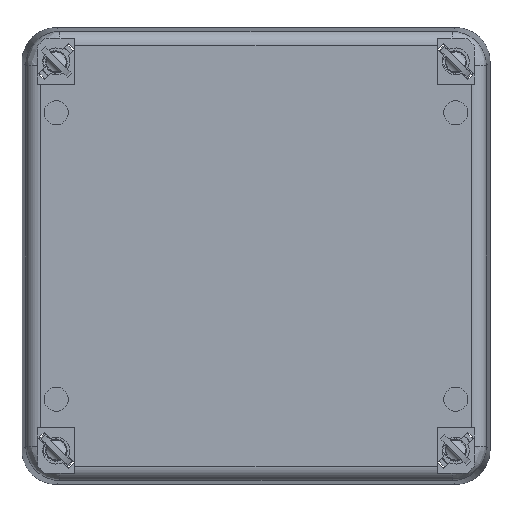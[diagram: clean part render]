
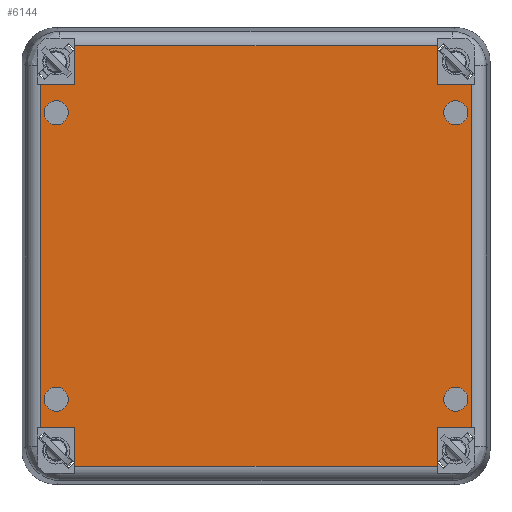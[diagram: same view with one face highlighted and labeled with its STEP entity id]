
A CAD part, front view. The second image highlights one B-rep face of the part: STEP entity #6144.
In plain terms, the highlighted planar face has unit normal (0, -1, 0).
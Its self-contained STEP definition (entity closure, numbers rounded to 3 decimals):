
#696=CARTESIAN_POINT('',(35.,0.,-25.1));
#697=DIRECTION('',(0.,-1.,0.));
#698=DIRECTION('',(0.,0.,-1.));
#699=AXIS2_PLACEMENT_3D('',#696,#697,#698);
#704=CARTESIAN_POINT('',(35.,0.,-25.1));
#705=DIRECTION('',(0.,-1.,0.));
#706=DIRECTION('',(0.,0.,1.));
#707=AXIS2_PLACEMENT_3D('',#704,#705,#706);
#712=CARTESIAN_POINT('',(-35.,0.,25.1));
#713=DIRECTION('',(0.,-1.,0.));
#714=DIRECTION('',(0.,0.,-1.));
#715=AXIS2_PLACEMENT_3D('',#712,#713,#714);
#720=CARTESIAN_POINT('',(-35.,0.,25.1));
#721=DIRECTION('',(0.,-1.,0.));
#722=DIRECTION('',(0.,0.,1.));
#723=AXIS2_PLACEMENT_3D('',#720,#721,#722);
#728=CARTESIAN_POINT('',(-35.,0.,-25.1));
#729=DIRECTION('',(0.,-1.,0.));
#730=DIRECTION('',(0.,0.,-1.));
#731=AXIS2_PLACEMENT_3D('',#728,#729,#730);
#736=CARTESIAN_POINT('',(-35.,0.,-25.1));
#737=DIRECTION('',(0.,-1.,0.));
#738=DIRECTION('',(0.,0.,1.));
#739=AXIS2_PLACEMENT_3D('',#736,#737,#738);
#744=CARTESIAN_POINT('',(35.,0.,25.1));
#745=DIRECTION('',(0.,-1.,0.));
#746=DIRECTION('',(0.,0.,-1.));
#747=AXIS2_PLACEMENT_3D('',#744,#745,#746);
#752=CARTESIAN_POINT('',(35.,0.,25.1));
#753=DIRECTION('',(0.,-1.,0.));
#754=DIRECTION('',(0.,0.,1.));
#755=AXIS2_PLACEMENT_3D('',#752,#753,#754);
#760=DIRECTION('',(1.,0.,0.));
#761=VECTOR('',#760,6.095);
#762=CARTESIAN_POINT('',(-37.845,0.,30.1));
#763=LINE('',#762,#761);
#767=DIRECTION('',(0.,0.,1.));
#768=VECTOR('',#767,6.745);
#769=CARTESIAN_POINT('',(-31.75,0.,30.1));
#770=LINE('',#769,#768);
#774=DIRECTION('',(-1.,0.,0.));
#775=VECTOR('',#774,63.5);
#776=CARTESIAN_POINT('',(31.75,0.,36.845));
#777=LINE('',#776,#775);
#781=DIRECTION('',(0.,0.,-1.));
#782=VECTOR('',#781,6.745);
#783=CARTESIAN_POINT('',(31.75,0.,36.845));
#784=LINE('',#783,#782);
#788=DIRECTION('',(1.,0.,0.));
#789=VECTOR('',#788,6.095);
#790=CARTESIAN_POINT('',(31.75,0.,30.1));
#791=LINE('',#790,#789);
#795=DIRECTION('',(0.,0.,1.));
#796=VECTOR('',#795,60.2);
#797=CARTESIAN_POINT('',(37.845,0.,-30.1));
#798=LINE('',#797,#796);
#802=DIRECTION('',(-1.,0.,0.));
#803=VECTOR('',#802,6.095);
#804=CARTESIAN_POINT('',(37.845,0.,-30.1));
#805=LINE('',#804,#803);
#809=DIRECTION('',(0.,0.,-1.));
#810=VECTOR('',#809,6.745);
#811=CARTESIAN_POINT('',(31.75,0.,-30.1));
#812=LINE('',#811,#810);
#816=DIRECTION('',(1.,0.,0.));
#817=VECTOR('',#816,63.5);
#818=CARTESIAN_POINT('',(-31.75,0.,-36.845));
#819=LINE('',#818,#817);
#823=DIRECTION('',(0.,0.,1.));
#824=VECTOR('',#823,6.745);
#825=CARTESIAN_POINT('',(-31.75,0.,-36.845));
#826=LINE('',#825,#824);
#830=DIRECTION('',(-1.,0.,0.));
#831=VECTOR('',#830,6.095);
#832=CARTESIAN_POINT('',(-31.75,0.,-30.1));
#833=LINE('',#832,#831);
#837=DIRECTION('',(0.,0.,-1.));
#838=VECTOR('',#837,60.2);
#839=CARTESIAN_POINT('',(-37.845,0.,30.1));
#840=LINE('',#839,#838);
#5136=CARTESIAN_POINT('',(35.,0.,-27.2));
#5137=CARTESIAN_POINT('',(35.,0.,-23.));
#5138=VERTEX_POINT('',#5136);
#5139=VERTEX_POINT('',#5137);
#5140=CARTESIAN_POINT('',(-35.,0.,23.));
#5141=CARTESIAN_POINT('',(-35.,0.,27.2));
#5142=VERTEX_POINT('',#5140);
#5143=VERTEX_POINT('',#5141);
#5368=CARTESIAN_POINT('',(-35.,0.,-27.2));
#5369=CARTESIAN_POINT('',(-35.,0.,-23.));
#5370=VERTEX_POINT('',#5368);
#5371=VERTEX_POINT('',#5369);
#5372=CARTESIAN_POINT('',(35.,0.,23.));
#5373=CARTESIAN_POINT('',(35.,0.,27.2));
#5374=VERTEX_POINT('',#5372);
#5375=VERTEX_POINT('',#5373);
#5458=CARTESIAN_POINT('',(-37.845,0.,30.1));
#5459=CARTESIAN_POINT('',(-31.75,0.,30.1));
#5460=VERTEX_POINT('',#5458);
#5461=VERTEX_POINT('',#5459);
#5462=CARTESIAN_POINT('',(-31.75,0.,36.845));
#5463=VERTEX_POINT('',#5462);
#5502=CARTESIAN_POINT('',(31.75,0.,36.845));
#5503=CARTESIAN_POINT('',(31.75,0.,30.1));
#5504=VERTEX_POINT('',#5502);
#5505=VERTEX_POINT('',#5503);
#5506=CARTESIAN_POINT('',(37.845,0.,30.1));
#5507=VERTEX_POINT('',#5506);
#5508=CARTESIAN_POINT('',(-31.75,0.,-36.845));
#5509=CARTESIAN_POINT('',(-31.75,0.,-30.1));
#5510=VERTEX_POINT('',#5508);
#5511=VERTEX_POINT('',#5509);
#5512=CARTESIAN_POINT('',(-37.845,0.,-30.1));
#5513=VERTEX_POINT('',#5512);
#5514=CARTESIAN_POINT('',(37.845,0.,-30.1));
#5515=CARTESIAN_POINT('',(31.75,0.,-30.1));
#5516=VERTEX_POINT('',#5514);
#5517=VERTEX_POINT('',#5515);
#5518=CARTESIAN_POINT('',(31.75,0.,-36.845));
#5519=VERTEX_POINT('',#5518);
#6090=CARTESIAN_POINT('',(0.,0.,0.));
#6091=DIRECTION('',(0.,1.,0.));
#6092=DIRECTION('',(1.,0.,0.));
#6093=AXIS2_PLACEMENT_3D('',#6090,#6091,#6092);
#6094=PLANE('',#6093);
#6096=ORIENTED_EDGE('',*,*,#6095,.T.);
#6098=ORIENTED_EDGE('',*,*,#6097,.T.);
#6100=ORIENTED_EDGE('',*,*,#6099,.F.);
#6102=ORIENTED_EDGE('',*,*,#6101,.T.);
#6104=ORIENTED_EDGE('',*,*,#6103,.T.);
#6106=ORIENTED_EDGE('',*,*,#6105,.F.);
#6108=ORIENTED_EDGE('',*,*,#6107,.T.);
#6110=ORIENTED_EDGE('',*,*,#6109,.T.);
#6112=ORIENTED_EDGE('',*,*,#6111,.F.);
#6114=ORIENTED_EDGE('',*,*,#6113,.T.);
#6115=ORIENTED_EDGE('',*,*,#6078,.T.);
#6117=ORIENTED_EDGE('',*,*,#6116,.F.);
#6118=EDGE_LOOP('',(#6096,#6098,#6100,#6102,#6104,#6106,#6108,#6110,#6112,#6114,
#6115,#6117));
#6119=FACE_OUTER_BOUND('',#6118,.F.);
#6121=ORIENTED_EDGE('',*,*,#6120,.T.);
#6123=ORIENTED_EDGE('',*,*,#6122,.T.);
#6124=EDGE_LOOP('',(#6121,#6123));
#6125=FACE_BOUND('',#6124,.F.);
#6127=ORIENTED_EDGE('',*,*,#6126,.T.);
#6129=ORIENTED_EDGE('',*,*,#6128,.T.);
#6130=EDGE_LOOP('',(#6127,#6129));
#6131=FACE_BOUND('',#6130,.F.);
#6133=ORIENTED_EDGE('',*,*,#6132,.T.);
#6135=ORIENTED_EDGE('',*,*,#6134,.T.);
#6136=EDGE_LOOP('',(#6133,#6135));
#6137=FACE_BOUND('',#6136,.F.);
#6139=ORIENTED_EDGE('',*,*,#6138,.T.);
#6141=ORIENTED_EDGE('',*,*,#6140,.T.);
#6142=EDGE_LOOP('',(#6139,#6141));
#6143=FACE_BOUND('',#6142,.F.);
#6144=ADVANCED_FACE('',(#6119,#6125,#6131,#6137,#6143),#6094,.F.);
#700=CIRCLE('',#699,2.1);
#708=CIRCLE('',#707,2.1);
#716=CIRCLE('',#715,2.1);
#724=CIRCLE('',#723,2.1);
#732=CIRCLE('',#731,2.1);
#740=CIRCLE('',#739,2.1);
#748=CIRCLE('',#747,2.1);
#756=CIRCLE('',#755,2.1);
#6078=EDGE_CURVE('',#5511,#5513,#833,.T.);
#6095=EDGE_CURVE('',#5460,#5461,#763,.T.);
#6097=EDGE_CURVE('',#5461,#5463,#770,.T.);
#6099=EDGE_CURVE('',#5504,#5463,#777,.T.);
#6101=EDGE_CURVE('',#5504,#5505,#784,.T.);
#6103=EDGE_CURVE('',#5505,#5507,#791,.T.);
#6105=EDGE_CURVE('',#5516,#5507,#798,.T.);
#6107=EDGE_CURVE('',#5516,#5517,#805,.T.);
#6109=EDGE_CURVE('',#5517,#5519,#812,.T.);
#6111=EDGE_CURVE('',#5510,#5519,#819,.T.);
#6113=EDGE_CURVE('',#5510,#5511,#826,.T.);
#6116=EDGE_CURVE('',#5460,#5513,#840,.T.);
#6120=EDGE_CURVE('',#5138,#5139,#700,.T.);
#6122=EDGE_CURVE('',#5139,#5138,#708,.T.);
#6126=EDGE_CURVE('',#5142,#5143,#716,.T.);
#6128=EDGE_CURVE('',#5143,#5142,#724,.T.);
#6132=EDGE_CURVE('',#5370,#5371,#732,.T.);
#6134=EDGE_CURVE('',#5371,#5370,#740,.T.);
#6138=EDGE_CURVE('',#5374,#5375,#748,.T.);
#6140=EDGE_CURVE('',#5375,#5374,#756,.T.);
